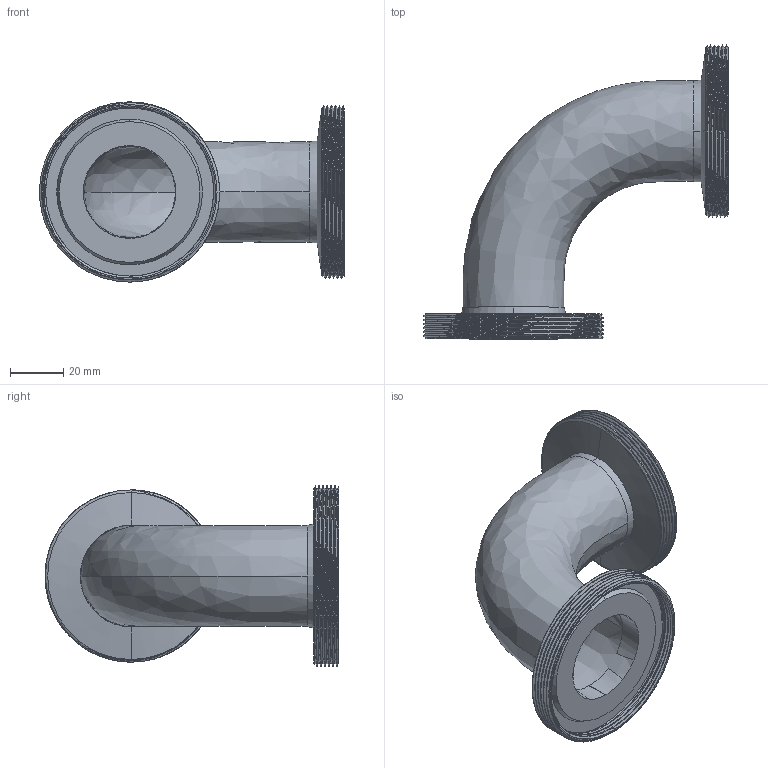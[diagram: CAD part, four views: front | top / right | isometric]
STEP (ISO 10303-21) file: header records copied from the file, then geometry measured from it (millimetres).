
FILE_DESCRIPTION (( 'STEP AP203' ), '1' );
FILE_NAME ('3D_M-3007_40_174784350.STEP', '2024-09-12T12:03:50', ( '' ), ( '' ), 'SwSTEP 2.0', 'SolidWorks 2024', '' );
FILE_SCHEMA (( 'CONFIG_CONTROL_DESIGN' ));
Length unit declared in the file: millimetre
Products named in the file (1): 3D_M-3007_40_174784350
Bounding box: 115.02 x 110.88 x 68 mm (x, y, z)
Volume: 44039.9 mm3; surface area: 46226.7 mm2
Topology: 1 solids, 1 shells, 94 faces, 264 edges, 178 vertices
Faces by surface type: cylinder 45, cone 23, bspline 16, plane 10
Entity records: 14312 total; most frequent: CARTESIAN_POINT 12172, ORIENTED_EDGE 528, DIRECTION 314, EDGE_CURVE 264, VERTEX_POINT 178, AXIS2_PLACEMENT_3D 127, EDGE_LOOP 102, B_SPLINE_CURVE_WITH_KNOTS 98
